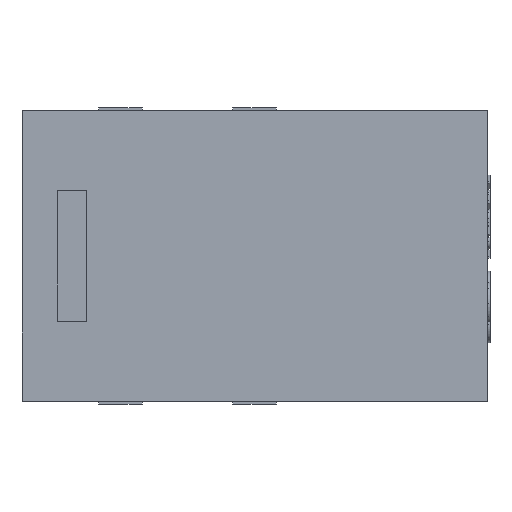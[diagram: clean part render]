
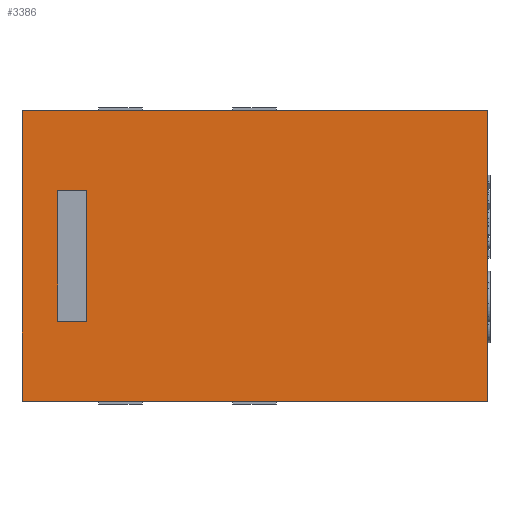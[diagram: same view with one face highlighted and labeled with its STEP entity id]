
A CAD part, top view. The second image highlights one B-rep face of the part: STEP entity #3386.
In plain terms, the highlighted planar face has unit normal (0, 0, 1).
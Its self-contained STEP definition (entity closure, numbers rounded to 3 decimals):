
#194 = FACE_OUTER_BOUND ( 'NONE', #5631, .T. ) ;
#423 = VERTEX_POINT ( 'NONE', #7104 ) ;
#510 = CARTESIAN_POINT ( 'NONE',  ( 0.8, 0.5, 0.48 ) ) ;
#693 = CARTESIAN_POINT ( 'NONE',  ( -0.678, 0.225, 0.48 ) ) ;
#701 = ORIENTED_EDGE ( 'NONE', *, *, #7091, .F. ) ;
#946 = DIRECTION ( 'NONE',  ( 1., 0., 0. ) ) ;
#1093 = ORIENTED_EDGE ( 'NONE', *, *, #9048, .T. ) ;
#1134 = PLANE ( 'NONE',  #7987 ) ;
#1202 = DIRECTION ( 'NONE',  ( 1., 0., 0. ) ) ;
#1288 = VERTEX_POINT ( 'NONE', #9588 ) ;
#1676 = CARTESIAN_POINT ( 'NONE',  ( -0.678, 0.225, 0.48 ) ) ;
#1852 = ORIENTED_EDGE ( 'NONE', *, *, #8699, .T. ) ;
#2455 = VECTOR ( 'NONE', #4373, 1000. ) ;
#2769 = CARTESIAN_POINT ( 'NONE',  ( -0.8, 0.5, 0.48 ) ) ;
#3186 = VERTEX_POINT ( 'NONE', #510 ) ;
#3386 = ADVANCED_FACE ( 'NONE', ( #7946, #194 ), #1134, .T. ) ;
#3437 = VECTOR ( 'NONE', #4495, 1000. ) ;
#3646 = VERTEX_POINT ( 'NONE', #7348 ) ;
#4286 = DIRECTION ( 'NONE',  ( 0., -1., 0. ) ) ;
#4372 = EDGE_CURVE ( 'NONE', #11369, #11172, #9340, .T. ) ;
#4373 = DIRECTION ( 'NONE',  ( 0., 1., 0. ) ) ;
#4495 = DIRECTION ( 'NONE',  ( 1., 0., 0. ) ) ;
#4524 = EDGE_LOOP ( 'NONE', ( #10556, #10217, #701, #5957 ) ) ;
#4637 = CARTESIAN_POINT ( 'NONE',  ( -0.8, 0.5, 0.48 ) ) ;
#4879 = ORIENTED_EDGE ( 'NONE', *, *, #8638, .T. ) ;
#5336 = VERTEX_POINT ( 'NONE', #7186 ) ;
#5505 = VECTOR ( 'NONE', #1202, 1000. ) ;
#5613 = CARTESIAN_POINT ( 'NONE',  ( -0.578, 0.225, 0.48 ) ) ;
#5631 = EDGE_LOOP ( 'NONE', ( #10697, #1852, #4879, #1093 ) ) ;
#5957 = ORIENTED_EDGE ( 'NONE', *, *, #10546, .F. ) ;
#6375 = EDGE_CURVE ( 'NONE', #3646, #3186, #10316, .T. ) ;
#6851 = LINE ( 'NONE', #4637, #7133 ) ;
#6962 = CARTESIAN_POINT ( 'NONE',  ( -0.678, 0.225, 0.48 ) ) ;
#7043 = VECTOR ( 'NONE', #4286, 1000. ) ;
#7091 = EDGE_CURVE ( 'NONE', #8947, #5336, #8203, .T. ) ;
#7104 = CARTESIAN_POINT ( 'NONE',  ( -0.8, 0.5, 0.48 ) ) ;
#7133 = VECTOR ( 'NONE', #10823, 1000. ) ;
#7186 = CARTESIAN_POINT ( 'NONE',  ( -0.678, -0.225, 0.48 ) ) ;
#7348 = CARTESIAN_POINT ( 'NONE',  ( 0.8, -0.5, 0.48 ) ) ;
#7402 = VECTOR ( 'NONE', #8289, 1000. ) ;
#7446 = CARTESIAN_POINT ( 'NONE',  ( -0.678, -0.225, 0.48 ) ) ;
#7511 = CARTESIAN_POINT ( 'NONE',  ( 0.8, 0.5, 0.48 ) ) ;
#7946 = FACE_BOUND ( 'NONE', #4524, .T. ) ;
#7987 = AXIS2_PLACEMENT_3D ( 'NONE', #9139, #9870, #946 ) ;
#8083 = CARTESIAN_POINT ( 'NONE',  ( -0.8, -0.5, 0.48 ) ) ;
#8203 = LINE ( 'NONE', #6962, #7043 ) ;
#8289 = DIRECTION ( 'NONE',  ( 0., 1., 0. ) ) ;
#8402 = VECTOR ( 'NONE', #8582, 1000. ) ;
#8582 = DIRECTION ( 'NONE',  ( 0., -1., 0. ) ) ;
#8602 = DIRECTION ( 'NONE',  ( -1., 0., 0. ) ) ;
#8638 = EDGE_CURVE ( 'NONE', #423, #1288, #11664, .T. ) ;
#8699 = EDGE_CURVE ( 'NONE', #3186, #423, #6851, .T. ) ;
#8947 = VERTEX_POINT ( 'NONE', #693 ) ;
#9048 = EDGE_CURVE ( 'NONE', #1288, #3646, #9081, .T. ) ;
#9081 = LINE ( 'NONE', #8083, #5505 ) ;
#9139 = CARTESIAN_POINT ( 'NONE',  ( 0., 0., 0.48 ) ) ;
#9340 = LINE ( 'NONE', #11263, #7402 ) ;
#9343 = LINE ( 'NONE', #7446, #3437 ) ;
#9439 = LINE ( 'NONE', #1676, #11540 ) ;
#9588 = CARTESIAN_POINT ( 'NONE',  ( -0.8, -0.5, 0.48 ) ) ;
#9870 = DIRECTION ( 'NONE',  ( 0., 0., 1. ) ) ;
#10116 = CARTESIAN_POINT ( 'NONE',  ( -0.578, -0.225, 0.48 ) ) ;
#10217 = ORIENTED_EDGE ( 'NONE', *, *, #10389, .F. ) ;
#10316 = LINE ( 'NONE', #7511, #2455 ) ;
#10389 = EDGE_CURVE ( 'NONE', #5336, #11369, #9343, .T. ) ;
#10546 = EDGE_CURVE ( 'NONE', #11172, #8947, #9439, .T. ) ;
#10556 = ORIENTED_EDGE ( 'NONE', *, *, #4372, .F. ) ;
#10697 = ORIENTED_EDGE ( 'NONE', *, *, #6375, .T. ) ;
#10823 = DIRECTION ( 'NONE',  ( -1., 0., 0. ) ) ;
#11172 = VERTEX_POINT ( 'NONE', #5613 ) ;
#11263 = CARTESIAN_POINT ( 'NONE',  ( -0.578, 0.225, 0.48 ) ) ;
#11369 = VERTEX_POINT ( 'NONE', #10116 ) ;
#11540 = VECTOR ( 'NONE', #8602, 1000. ) ;
#11664 = LINE ( 'NONE', #2769, #8402 ) ;
